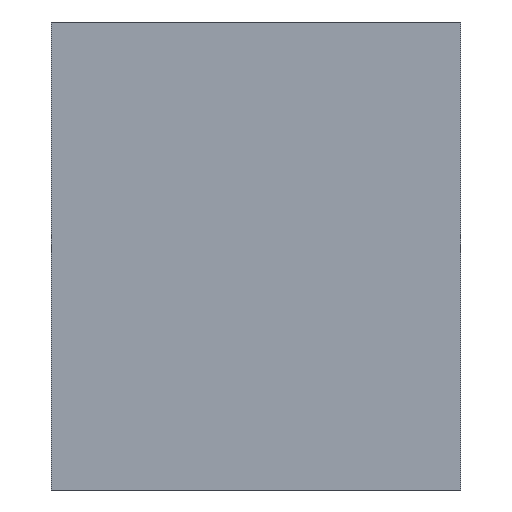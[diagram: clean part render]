
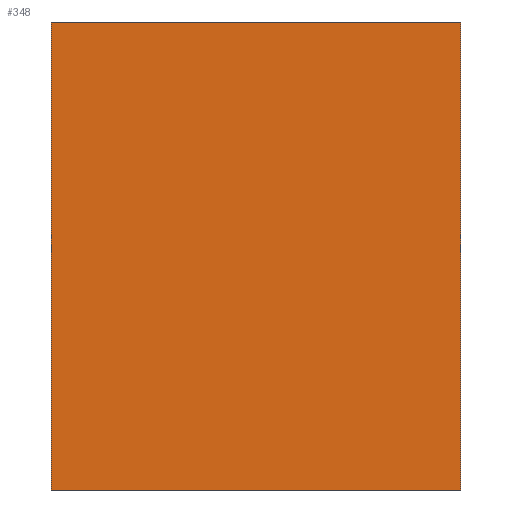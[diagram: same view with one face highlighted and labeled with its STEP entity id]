
A CAD part, left-side view. The second image highlights one B-rep face of the part: STEP entity #348.
In plain terms, the highlighted planar face has unit normal (-1, 0, 0).
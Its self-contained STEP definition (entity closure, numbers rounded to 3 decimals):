
#60=CARTESIAN_POINT('Vertex',(0.,0.,400.)) ;
#65=CARTESIAN_POINT('Line Origine',(0.,0.,200.)) ;
#69=CARTESIAN_POINT('Vertex',(0.,0.,0.)) ;
#118=CARTESIAN_POINT('Vertex',(0.,350.,400.)) ;
#121=CARTESIAN_POINT('Line Origine',(0.,175.,400.)) ;
#143=CARTESIAN_POINT('Line Origine',(0.,175.,0.)) ;
#147=CARTESIAN_POINT('Vertex',(0.,350.,0.)) ;
#232=CARTESIAN_POINT('Line Origine',(0.,350.,200.)) ;
#337=CARTESIAN_POINT('Axis2P3D Location',(0.,350.,0.)) ;
#66=DIRECTION('Vector Direction',(0.,0.,1.)) ;
#122=DIRECTION('Vector Direction',(0.,-1.,0.)) ;
#144=DIRECTION('Vector Direction',(0.,-1.,0.)) ;
#233=DIRECTION('Vector Direction',(0.,0.,1.)) ;
#338=DIRECTION('Axis2P3D Direction',(-1.,0.,0.)) ;
#339=DIRECTION('Axis2P3D XDirection',(0.,-1.,0.)) ;
#340=AXIS2_PLACEMENT_3D('Plane Axis2P3D',#337,#338,#339) ;
#343=ORIENTED_EDGE('',*,*,#236,.F.) ;
#344=ORIENTED_EDGE('',*,*,#149,.T.) ;
#345=ORIENTED_EDGE('',*,*,#71,.T.) ;
#346=ORIENTED_EDGE('',*,*,#125,.F.) ;
#67=VECTOR('Line Direction',#66,1.) ;
#123=VECTOR('Line Direction',#122,1.) ;
#145=VECTOR('Line Direction',#144,1.) ;
#234=VECTOR('Line Direction',#233,1.) ;
#348=ADVANCED_FACE('Corps principal',(#347),#341,.T.) ;
#71=EDGE_CURVE('',#70,#61,#68,.T.) ;
#125=EDGE_CURVE('',#119,#61,#124,.T.) ;
#149=EDGE_CURVE('',#148,#70,#146,.T.) ;
#236=EDGE_CURVE('',#148,#119,#235,.T.) ;
#342=EDGE_LOOP('',(#343,#344,#345,#346)) ;
#347=FACE_OUTER_BOUND('',#342,.T.) ;
#68=LINE('Line',#65,#67) ;
#124=LINE('Line',#121,#123) ;
#146=LINE('Line',#143,#145) ;
#235=LINE('Line',#232,#234) ;
#341=PLANE('',#340) ;
#61=VERTEX_POINT('',#60) ;
#70=VERTEX_POINT('',#69) ;
#119=VERTEX_POINT('',#118) ;
#148=VERTEX_POINT('',#147) ;
